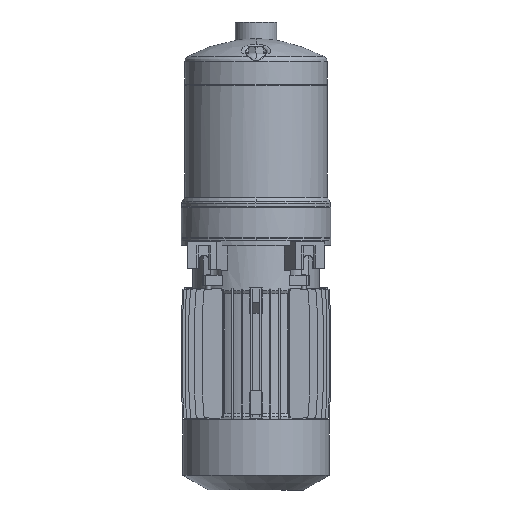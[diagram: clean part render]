
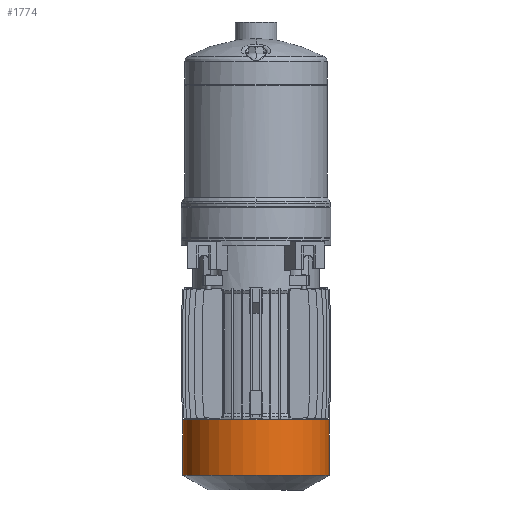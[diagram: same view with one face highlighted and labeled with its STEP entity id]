
A CAD part, front view. The second image highlights one B-rep face of the part: STEP entity #1774.
In plain terms, the highlighted cylindrical face has radius 78.5 mm (diameter 157 mm), a partial arc.
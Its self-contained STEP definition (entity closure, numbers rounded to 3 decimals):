
#1774 = ADVANCED_FACE ( 'NONE', ( #28431 ), #2917, .T. ) ;
#2512 = VERTEX_POINT ( 'NONE', #12272 ) ;
#2917 = CYLINDRICAL_SURFACE ( 'NONE', #43012, 78.5 ) ;
#5657 = VERTEX_POINT ( 'NONE', #36958 ) ;
#6879 = CARTESIAN_POINT ( 'NONE',  ( -78.5, 0., -258.002 ) ) ;
#9117 = CIRCLE ( 'NONE', #41569, 78.5 ) ;
#9807 = EDGE_CURVE ( 'NONE', #42754, #5657, #9117, .T. ) ;
#10150 = DIRECTION ( 'NONE',  ( 1., 0., 0. ) ) ;
#10453 = LINE ( 'NONE', #43741, #32111 ) ;
#11185 = CARTESIAN_POINT ( 'NONE',  ( 0., 0., -317.124 ) ) ;
#12272 = CARTESIAN_POINT ( 'NONE',  ( -78.5, 0., -317.124 ) ) ;
#12559 = CIRCLE ( 'NONE', #44265, 78.5 ) ;
#15320 = DIRECTION ( 'NONE',  ( 1., 0., 0. ) ) ;
#16104 = ORIENTED_EDGE ( 'NONE', *, *, #33766, .T. ) ;
#16187 = VERTEX_POINT ( 'NONE', #24652 ) ;
#22655 = DIRECTION ( 'NONE',  ( 0., 0., 1. ) ) ;
#24114 = ORIENTED_EDGE ( 'NONE', *, *, #9807, .F. ) ;
#24652 = CARTESIAN_POINT ( 'NONE',  ( 78.5, 0., -317.124 ) ) ;
#25163 = VECTOR ( 'NONE', #41170, 1000. ) ;
#25777 = DIRECTION ( 'NONE',  ( 0., 0., 1. ) ) ;
#28104 = DIRECTION ( 'NONE',  ( 0., 0., 1. ) ) ;
#28192 = DIRECTION ( 'NONE',  ( 0., 0., 1. ) ) ;
#28431 = FACE_OUTER_BOUND ( 'NONE', #32916, .T. ) ;
#30990 = CARTESIAN_POINT ( 'NONE',  ( 78.5, 0., -317.124 ) ) ;
#31648 = CARTESIAN_POINT ( 'NONE',  ( 0., 0., -258.002 ) ) ;
#31993 = EDGE_CURVE ( 'NONE', #2512, #42754, #10453, .T. ) ;
#32111 = VECTOR ( 'NONE', #25777, 1000. ) ;
#32202 = DIRECTION ( 'NONE',  ( 1., 0., 0. ) ) ;
#32916 = EDGE_LOOP ( 'NONE', ( #42018, #16104, #33938, #24114 ) ) ;
#33280 = CARTESIAN_POINT ( 'NONE',  ( 0., 0., -317.124 ) ) ;
#33612 = LINE ( 'NONE', #30990, #25163 ) ;
#33766 = EDGE_CURVE ( 'NONE', #2512, #16187, #12559, .T. ) ;
#33938 = ORIENTED_EDGE ( 'NONE', *, *, #44585, .T. ) ;
#36958 = CARTESIAN_POINT ( 'NONE',  ( 78.5, 0., -258.002 ) ) ;
#41170 = DIRECTION ( 'NONE',  ( 0., 0., 1. ) ) ;
#41569 = AXIS2_PLACEMENT_3D ( 'NONE', #31648, #28104, #10150 ) ;
#42018 = ORIENTED_EDGE ( 'NONE', *, *, #31993, .F. ) ;
#42754 = VERTEX_POINT ( 'NONE', #6879 ) ;
#43012 = AXIS2_PLACEMENT_3D ( 'NONE', #11185, #28192, #32202 ) ;
#43741 = CARTESIAN_POINT ( 'NONE',  ( -78.5, 0., -317.124 ) ) ;
#44265 = AXIS2_PLACEMENT_3D ( 'NONE', #33280, #22655, #15320 ) ;
#44585 = EDGE_CURVE ( 'NONE', #16187, #5657, #33612, .T. ) ;
